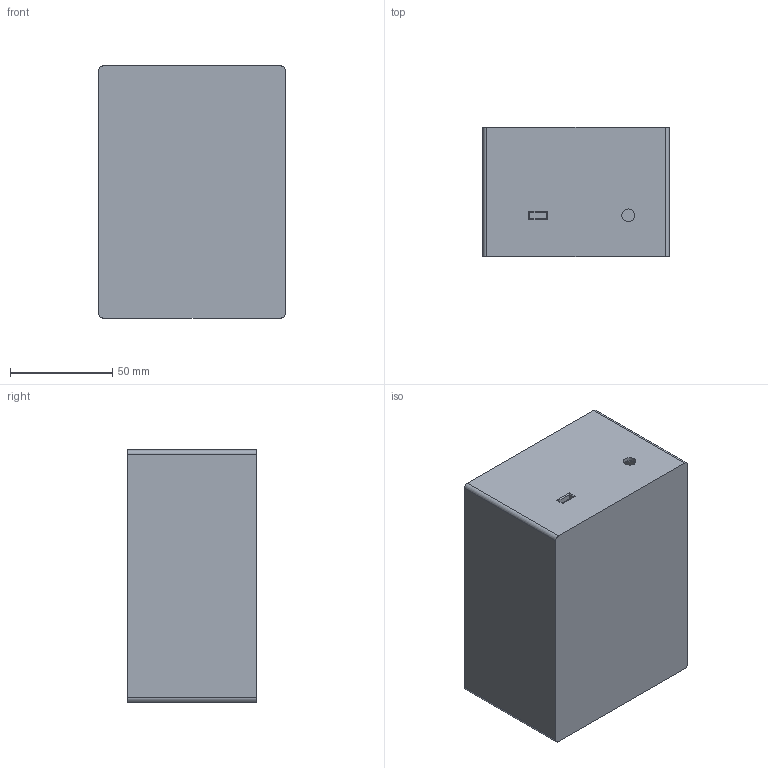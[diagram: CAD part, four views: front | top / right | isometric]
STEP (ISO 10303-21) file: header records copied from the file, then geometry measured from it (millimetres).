
FILE_DESCRIPTION(/* description */ (''),/* implementation_level */ '2;1');
FILE_NAME(/* name */ 'mainbox_final.stp',/* time_stamp */ '2024-05-10T21:15:45-06:00',/* author */ ('fredyespana'),/* organization */ (''),/* preprocessor_version */ 'ST-DEVELOPER v19.2',/* originating_system */ 'Autodesk Inventor 2024',/* authorisation */ '');
FILE_SCHEMA (('AUTOMOTIVE_DESIGN { 1 0 10303 214 3 1 1 }'));
Length unit declared in the file: millimetre
Products named in the file (1): mainbox
Bounding box: 91 x 63 x 123 mm (x, y, z)
Volume: 114204.8 mm3; surface area: 74091.3 mm2
Topology: 1 solids, 1 shells, 68 faces, 150 edges, 98 vertices
Faces by surface type: plane 42, cylinder 26
Full cylindrical faces by diameter (mm): 3 x4, 4.4 x4, 5 x4, 6.2 x1, 8.2 x1
Entity records: 1925 total; most frequent: DIRECTION 336, CARTESIAN_POINT 317, ORIENTED_EDGE 300, EDGE_CURVE 150, AXIS2_PLACEMENT_3D 117, LINE 102, VECTOR 102, VERTEX_POINT 98
